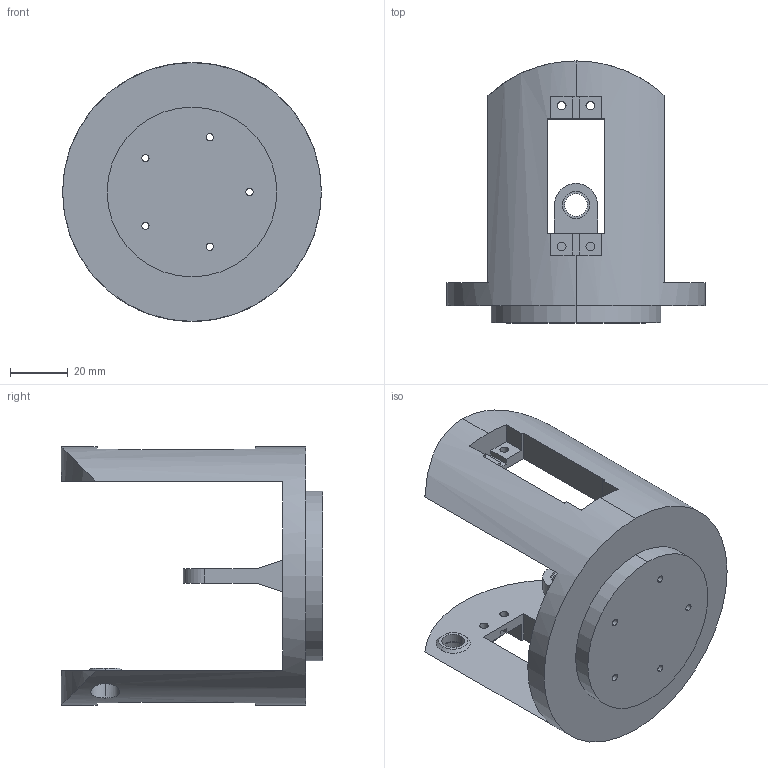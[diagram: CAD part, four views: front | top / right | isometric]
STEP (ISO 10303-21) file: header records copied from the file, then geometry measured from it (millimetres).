
FILE_DESCRIPTION (( 'STEP AP214' ), '1' );
FILE_NAME ('儂迮旋堁怢釱.step', '2025-04-15T06:16:00', ( '' ), ( '' ), 'SwSTEP 2.0', 'SolidWorks 2024', '' );
FILE_SCHEMA (( 'AUTOMOTIVE_DESIGN' ));
Length unit declared in the file: millimetre
Products named in the file (1): 机械臂云台座
Bounding box: 90 x 91 x 90 mm (x, y, z)
Volume: 121345.1 mm3; surface area: 37077.6 mm2
Topology: 1 solids, 1 shells, 100 faces, 282 edges, 188 vertices
Faces by surface type: plane 55, cylinder 43, cone 2
Entity records: 3429 total; most frequent: CARTESIAN_POINT 657, DIRECTION 580, ORIENTED_EDGE 564, EDGE_CURVE 282, AXIS2_PLACEMENT_3D 203, VERTEX_POINT 188, LINE 174, VECTOR 174
